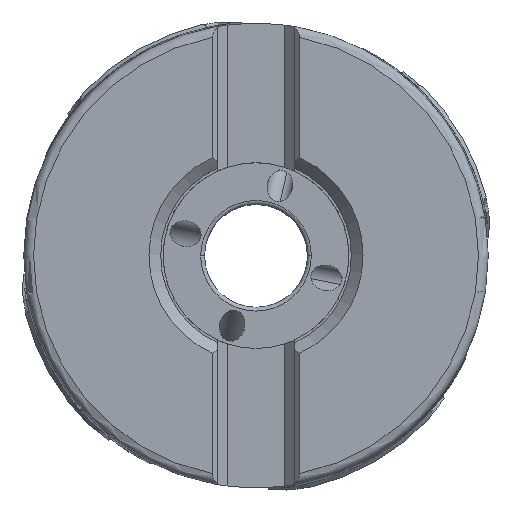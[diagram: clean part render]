
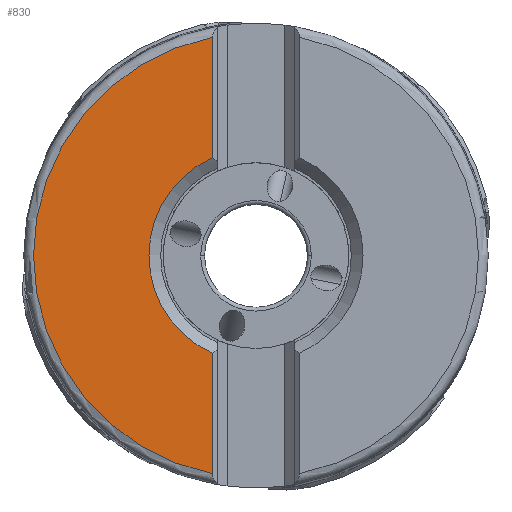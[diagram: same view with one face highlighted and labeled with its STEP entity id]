
A CAD part, top view. The second image highlights one B-rep face of the part: STEP entity #830.
In plain terms, the highlighted planar face has unit normal (0, 0, 1).
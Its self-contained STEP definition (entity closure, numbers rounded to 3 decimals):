
#830=ADVANCED_FACE('',(#1294),#1205,.T.);
#1205=PLANE('',#7292);
#1294=FACE_OUTER_BOUND('',#1650,.T.);
#1650=EDGE_LOOP('',(#2520,#2521,#2522,#2523));
#2048=LINE('',#10230,#2284);
#2049=LINE('',#10234,#2285);
#2284=VECTOR('',#8214,1.);
#2285=VECTOR('',#8217,1.);
#2520=ORIENTED_EDGE('',*,*,#5547,.T.);
#2521=ORIENTED_EDGE('',*,*,#5548,.F.);
#2522=ORIENTED_EDGE('',*,*,#5549,.T.);
#2523=ORIENTED_EDGE('',*,*,#5550,.F.);
#4778=VERTEX_POINT('',#10228);
#4779=VERTEX_POINT('',#10229);
#4780=VERTEX_POINT('',#10231);
#4781=VERTEX_POINT('',#10233);
#5547=EDGE_CURVE('',#4778,#4779,#6676,.T.);
#5548=EDGE_CURVE('',#4780,#4779,#2048,.T.);
#5549=EDGE_CURVE('',#4780,#4781,#6677,.T.);
#5550=EDGE_CURVE('',#4778,#4781,#2049,.T.);
#6676=CIRCLE('',#7290,22.813);
#6677=CIRCLE('',#7291,10.975);
#7290=AXIS2_PLACEMENT_3D('',#10227,#8212,#8213);
#7291=AXIS2_PLACEMENT_3D('',#10232,#8215,#8216);
#7292=AXIS2_PLACEMENT_3D('',#10235,#8218,#8219);
#8212=DIRECTION('',(0.,0.,1.));
#8213=DIRECTION('',(-0.196,0.981,0.));
#8214=DIRECTION('',(0.,-1.,0.));
#8215=DIRECTION('',(0.,0.,-1.));
#8216=DIRECTION('',(-0.407,-0.913,0.));
#8217=DIRECTION('',(0.,-1.,0.));
#8218=DIRECTION('',(0.,0.,1.));
#8219=DIRECTION('',(1.,0.,0.));
#10227=CARTESIAN_POINT('',(0.,0.,0.));
#10228=CARTESIAN_POINT('',(-4.47,22.37,0.));
#10229=CARTESIAN_POINT('',(-4.47,-22.37,0.));
#10230=CARTESIAN_POINT('',(-4.47,-10.023,0.));
#10231=CARTESIAN_POINT('',(-4.47,-10.023,0.));
#10232=CARTESIAN_POINT('',(0.,0.,0.));
#10233=CARTESIAN_POINT('',(-4.47,10.023,0.));
#10234=CARTESIAN_POINT('',(-4.47,22.37,0.));
#10235=CARTESIAN_POINT('',(13.966,0.,0.));
